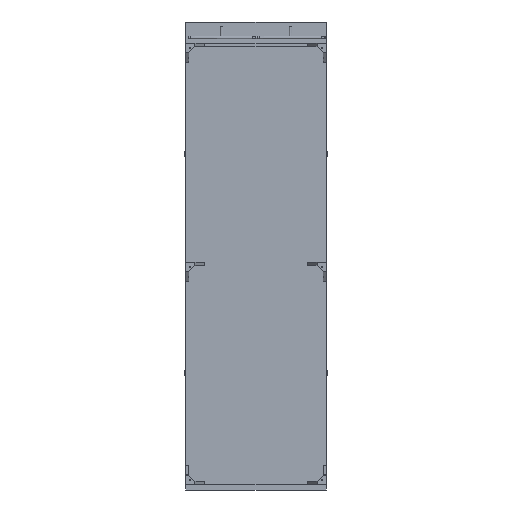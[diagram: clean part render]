
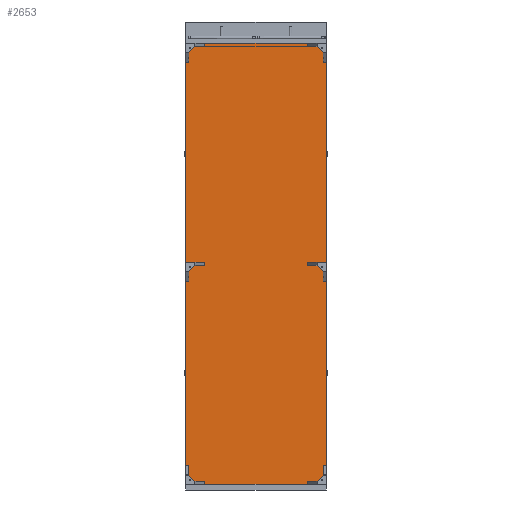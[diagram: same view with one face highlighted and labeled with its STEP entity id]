
A CAD part, front view. The second image highlights one B-rep face of the part: STEP entity #2653.
In plain terms, the highlighted planar face has unit normal (0, -1, 0).
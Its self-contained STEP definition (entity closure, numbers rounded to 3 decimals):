
#1474 = LINE ( 'NONE', #12681, #12129 ) ;
#2501 = VERTEX_POINT ( 'NONE', #4403 ) ;
#2653 = ADVANCED_FACE ( 'NONE', ( #7748 ), #14476, .T. ) ;
#4403 = CARTESIAN_POINT ( 'NONE',  ( -1125., 0., 0. ) ) ;
#4850 = EDGE_CURVE ( 'NONE', #7627, #16095, #12558, .T. ) ;
#6492 = ORIENTED_EDGE ( 'NONE', *, *, #7332, .F. ) ;
#6506 = ORIENTED_EDGE ( 'NONE', *, *, #4850, .T. ) ;
#6524 = ORIENTED_EDGE ( 'NONE', *, *, #7357, .T. ) ;
#6883 = DIRECTION ( 'NONE',  ( 1., 0., 0. ) ) ;
#7332 = EDGE_CURVE ( 'NONE', #2501, #16095, #7939, .T. ) ;
#7357 = EDGE_CURVE ( 'NONE', #7843, #7627, #1474, .T. ) ;
#7627 = VERTEX_POINT ( 'NONE', #10153 ) ;
#7748 = FACE_OUTER_BOUND ( 'NONE', #12751, .T. ) ;
#7843 = VERTEX_POINT ( 'NONE', #7926 ) ;
#7926 = CARTESIAN_POINT ( 'NONE',  ( -1125., 0., -7050. ) ) ;
#7939 = LINE ( 'NONE', #12848, #9747 ) ;
#9095 = ORIENTED_EDGE ( 'NONE', *, *, #9952, .F. ) ;
#9747 = VECTOR ( 'NONE', #6883, 1000. ) ;
#9952 = EDGE_CURVE ( 'NONE', #7843, #2501, #13599, .T. ) ;
#10079 = CARTESIAN_POINT ( 'NONE',  ( 1125., 0., 0. ) ) ;
#10153 = CARTESIAN_POINT ( 'NONE',  ( 1125., 0., -7050. ) ) ;
#12129 = VECTOR ( 'NONE', #12549, 1000. ) ;
#12549 = DIRECTION ( 'NONE',  ( 1., 0., 0. ) ) ;
#12558 = LINE ( 'NONE', #16613, #12779 ) ;
#12681 = CARTESIAN_POINT ( 'NONE',  ( -1125., 0., -7050. ) ) ;
#12751 = EDGE_LOOP ( 'NONE', ( #6492, #9095, #6524, #6506 ) ) ;
#12779 = VECTOR ( 'NONE', #16556, 1000. ) ;
#12848 = CARTESIAN_POINT ( 'NONE',  ( -1125., 0., 0. ) ) ;
#13599 = LINE ( 'NONE', #16181, #14911 ) ;
#14391 = DIRECTION ( 'NONE',  ( 0., 0., -1. ) ) ;
#14404 = DIRECTION ( 'NONE',  ( 0., -1., 0. ) ) ;
#14462 = CARTESIAN_POINT ( 'NONE',  ( -1125., 0., -7050. ) ) ;
#14476 = PLANE ( 'NONE',  #14902 ) ;
#14902 = AXIS2_PLACEMENT_3D ( 'NONE', #14462, #14404, #14391 ) ;
#14911 = VECTOR ( 'NONE', #15957, 1000. ) ;
#15957 = DIRECTION ( 'NONE',  ( 0., 0., 1. ) ) ;
#16095 = VERTEX_POINT ( 'NONE', #10079 ) ;
#16181 = CARTESIAN_POINT ( 'NONE',  ( -1125., 0., -7050. ) ) ;
#16556 = DIRECTION ( 'NONE',  ( 0., 0., 1. ) ) ;
#16613 = CARTESIAN_POINT ( 'NONE',  ( 1125., 0., -7050. ) ) ;
